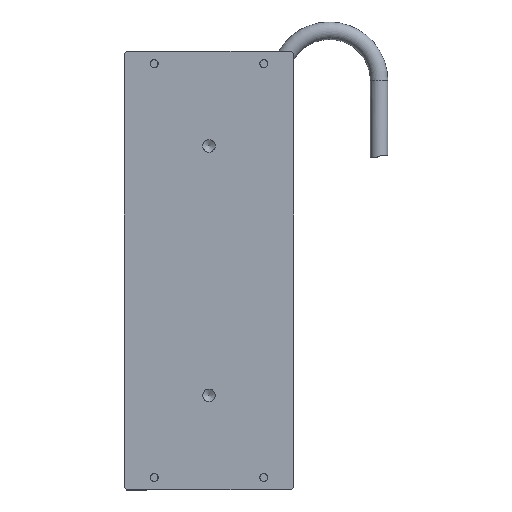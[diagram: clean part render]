
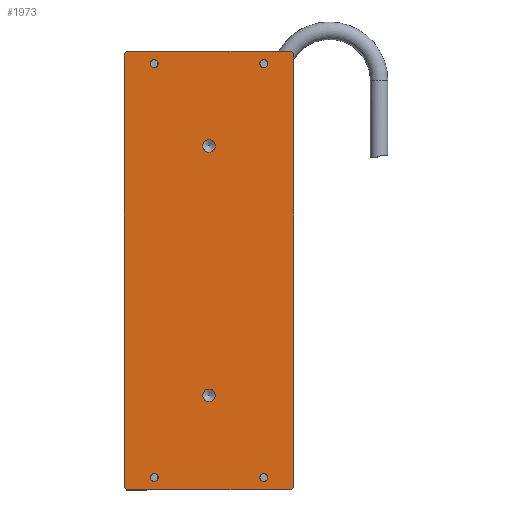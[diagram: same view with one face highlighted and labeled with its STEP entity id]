
A CAD part, front view. The second image highlights one B-rep face of the part: STEP entity #1973.
In plain terms, the highlighted planar face has unit normal (0, -1, 0).
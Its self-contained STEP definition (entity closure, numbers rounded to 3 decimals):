
#60 = EDGE_LOOP ( 'NONE', ( #723 ) ) ;
#93 = AXIS2_PLACEMENT_3D ( 'NONE', #1688, #1674, #1647 ) ;
#135 = AXIS2_PLACEMENT_3D ( 'NONE', #1179, #1167, #1217 ) ;
#181 = AXIS2_PLACEMENT_3D ( 'NONE', #1681, #1668, #1686 ) ;
#187 = VECTOR ( 'NONE', #1684, 1000. ) ;
#200 = VECTOR ( 'NONE', #1673, 1000. ) ;
#219 = CIRCLE ( 'NONE', #181, 0.8 ) ;
#224 = CIRCLE ( 'NONE', #93, 1.25 ) ;
#266 = EDGE_LOOP ( 'NONE', ( #374, #550, #281, #322, #638, #917, #722, #341 ) ) ;
#281 = ORIENTED_EDGE ( 'NONE', *, *, #1849, .T. ) ;
#322 = ORIENTED_EDGE ( 'NONE', *, *, #1925, .T. ) ;
#341 = ORIENTED_EDGE ( 'NONE', *, *, #1889, .T. ) ;
#362 = EDGE_LOOP ( 'NONE', ( #606 ) ) ;
#374 = ORIENTED_EDGE ( 'NONE', *, *, #1728, .F. ) ;
#396 = ORIENTED_EDGE ( 'NONE', *, *, #1731, .T. ) ;
#421 = EDGE_LOOP ( 'NONE', ( #677 ) ) ;
#502 = EDGE_LOOP ( 'NONE', ( #537 ) ) ;
#504 = EDGE_LOOP ( 'NONE', ( #396 ) ) ;
#511 = EDGE_LOOP ( 'NONE', ( #596 ) ) ;
#537 = ORIENTED_EDGE ( 'NONE', *, *, #1927, .F. ) ;
#550 = ORIENTED_EDGE ( 'NONE', *, *, #1783, .T. ) ;
#596 = ORIENTED_EDGE ( 'NONE', *, *, #1743, .F. ) ;
#606 = ORIENTED_EDGE ( 'NONE', *, *, #1933, .T. ) ;
#638 = ORIENTED_EDGE ( 'NONE', *, *, #1929, .T. ) ;
#677 = ORIENTED_EDGE ( 'NONE', *, *, #1752, .T. ) ;
#722 = ORIENTED_EDGE ( 'NONE', *, *, #1827, .F. ) ;
#723 = ORIENTED_EDGE ( 'NONE', *, *, #1750, .T. ) ;
#767 = DIRECTION ( 'NONE',  ( 0., 1., 0. ) ) ;
#768 = CARTESIAN_POINT ( 'NONE',  ( 17., 0., 87.5 ) ) ;
#769 = CARTESIAN_POINT ( 'NONE',  ( -17., 0., 88. ) ) ;
#774 = VERTEX_POINT ( 'NONE', #959 ) ;
#788 = CARTESIAN_POINT ( 'NONE',  ( -16.5, 0., 0. ) ) ;
#797 = DIRECTION ( 'NONE',  ( 0.707, 0., 0.707 ) ) ;
#798 = CARTESIAN_POINT ( 'NONE',  ( 11., 0., 2.5 ) ) ;
#816 = VERTEX_POINT ( 'NONE', #847 ) ;
#819 = VERTEX_POINT ( 'NONE', #902 ) ;
#823 = VERTEX_POINT ( 'NONE', #845 ) ;
#845 = CARTESIAN_POINT ( 'NONE',  ( 16.5, 0., 88. ) ) ;
#847 = CARTESIAN_POINT ( 'NONE',  ( 16.5, 0., 0. ) ) ;
#856 = VERTEX_POINT ( 'NONE', #788 ) ;
#862 = VERTEX_POINT ( 'NONE', #873 ) ;
#873 = CARTESIAN_POINT ( 'NONE',  ( -17., 0., 87.5 ) ) ;
#881 = VERTEX_POINT ( 'NONE', #958 ) ;
#902 = CARTESIAN_POINT ( 'NONE',  ( 17., 0., 0.5 ) ) ;
#916 = DIRECTION ( 'NONE',  ( -1., 0., 0. ) ) ;
#917 = ORIENTED_EDGE ( 'NONE', *, *, #1713, .T. ) ;
#925 = LINE ( 'NONE', #967, #2510 ) ;
#957 = DIRECTION ( 'NONE',  ( 1., 0., 0. ) ) ;
#958 = CARTESIAN_POINT ( 'NONE',  ( -17., 0., 0.5 ) ) ;
#959 = CARTESIAN_POINT ( 'NONE',  ( -16.5, 0., 88. ) ) ;
#967 = CARTESIAN_POINT ( 'NONE',  ( 17., 0., 0.5 ) ) ;
#990 = LINE ( 'NONE', #769, #2593 ) ;
#998 = VERTEX_POINT ( 'NONE', #768 ) ;
#1167 = DIRECTION ( 'NONE',  ( 0., 1., 0. ) ) ;
#1179 = CARTESIAN_POINT ( 'NONE',  ( -17., 0., 88. ) ) ;
#1195 = FACE_BOUND ( 'NONE', #60, .T. ) ;
#1217 = DIRECTION ( 'NONE',  ( -1., 0., 0. ) ) ;
#1224 = FACE_BOUND ( 'NONE', #502, .T. ) ;
#1243 = FACE_OUTER_BOUND ( 'NONE', #266, .T. ) ;
#1245 = FACE_BOUND ( 'NONE', #362, .T. ) ;
#1252 = FACE_BOUND ( 'NONE', #511, .T. ) ;
#1281 = PLANE ( 'NONE',  #135 ) ;
#1282 = FACE_BOUND ( 'NONE', #421, .T. ) ;
#1286 = FACE_BOUND ( 'NONE', #504, .T. ) ;
#1419 = LINE ( 'NONE', #1428, #2702 ) ;
#1428 = CARTESIAN_POINT ( 'NONE',  ( 16.5, 0., 88. ) ) ;
#1462 = DIRECTION ( 'NONE',  ( -0.707, 0., 0.707 ) ) ;
#1647 = DIRECTION ( 'NONE',  ( 0., 0., -1. ) ) ;
#1660 = CARTESIAN_POINT ( 'NONE',  ( -17., 0., 0.5 ) ) ;
#1661 = LINE ( 'NONE', #1671, #187 ) ;
#1668 = DIRECTION ( 'NONE',  ( 0., 1., 0. ) ) ;
#1670 = LINE ( 'NONE', #1660, #200 ) ;
#1671 = CARTESIAN_POINT ( 'NONE',  ( -17., 0., 0. ) ) ;
#1673 = DIRECTION ( 'NONE',  ( 0.707, 0., -0.707 ) ) ;
#1674 = DIRECTION ( 'NONE',  ( 0., -1., 0. ) ) ;
#1681 = CARTESIAN_POINT ( 'NONE',  ( -11., 0., 2.5 ) ) ;
#1684 = DIRECTION ( 'NONE',  ( 1., 0., 0. ) ) ;
#1686 = DIRECTION ( 'NONE',  ( -1., 0., 0. ) ) ;
#1688 = CARTESIAN_POINT ( 'NONE',  ( 0., 0., 19. ) ) ;
#1713 = EDGE_CURVE ( 'NONE', #816, #819, #925, .T. ) ;
#1728 = EDGE_CURVE ( 'NONE', #774, #823, #990, .T. ) ;
#1731 = EDGE_CURVE ( 'NONE', #2460, #2460, #2556, .T. ) ;
#1743 = EDGE_CURVE ( 'NONE', #2455, #2455, #2600, .T. ) ;
#1750 = EDGE_CURVE ( 'NONE', #2350, #2350, #2473, .T. ) ;
#1752 = EDGE_CURVE ( 'NONE', #2254, #2254, #2513, .T. ) ;
#1783 = EDGE_CURVE ( 'NONE', #774, #862, #2824, .T. ) ;
#1827 = EDGE_CURVE ( 'NONE', #998, #819, #2063, .T. ) ;
#1849 = EDGE_CURVE ( 'NONE', #862, #881, #2036, .T. ) ;
#1889 = EDGE_CURVE ( 'NONE', #998, #823, #1419, .T. ) ;
#1925 = EDGE_CURVE ( 'NONE', #881, #856, #1670, .T. ) ;
#1927 = EDGE_CURVE ( 'NONE', #2298, #2298, #224, .T. ) ;
#1929 = EDGE_CURVE ( 'NONE', #856, #816, #1661, .T. ) ;
#1933 = EDGE_CURVE ( 'NONE', #2399, #2399, #219, .T. ) ;
#1973 = ADVANCED_FACE ( 'NONE', ( #1252, #1224, #1245, #1286, #1195, #1282, #1243 ), #1281, .F. ) ;
#2036 = LINE ( 'NONE', #2168, #2691 ) ;
#2063 = LINE ( 'NONE', #2154, #2586 ) ;
#2115 = DIRECTION ( 'NONE',  ( 0., 0., -1. ) ) ;
#2145 = DIRECTION ( 'NONE',  ( 0., 0., -1. ) ) ;
#2154 = CARTESIAN_POINT ( 'NONE',  ( 17., 0., 88. ) ) ;
#2168 = CARTESIAN_POINT ( 'NONE',  ( -17., 0., 88. ) ) ;
#2199 = CARTESIAN_POINT ( 'NONE',  ( 10.2, 0., 85.5 ) ) ;
#2202 = CARTESIAN_POINT ( 'NONE',  ( -11.8, 0., 85.5 ) ) ;
#2252 = CARTESIAN_POINT ( 'NONE',  ( 0., 0., 17.75 ) ) ;
#2254 = VERTEX_POINT ( 'NONE', #2202 ) ;
#2264 = CARTESIAN_POINT ( 'NONE',  ( -11.8, 0., 2.5 ) ) ;
#2298 = VERTEX_POINT ( 'NONE', #2252 ) ;
#2350 = VERTEX_POINT ( 'NONE', #2199 ) ;
#2355 = CARTESIAN_POINT ( 'NONE',  ( 10.2, 0., 2.5 ) ) ;
#2398 = CARTESIAN_POINT ( 'NONE',  ( 0., 0., 67.75 ) ) ;
#2399 = VERTEX_POINT ( 'NONE', #2264 ) ;
#2455 = VERTEX_POINT ( 'NONE', #2398 ) ;
#2460 = VERTEX_POINT ( 'NONE', #2355 ) ;
#2473 = CIRCLE ( 'NONE', #2654, 0.8 ) ;
#2508 = AXIS2_PLACEMENT_3D ( 'NONE', #2871, #2785, #2778 ) ;
#2510 = VECTOR ( 'NONE', #797, 1000. ) ;
#2513 = CIRCLE ( 'NONE', #2602, 0.8 ) ;
#2556 = CIRCLE ( 'NONE', #2712, 0.8 ) ;
#2586 = VECTOR ( 'NONE', #2115, 1000. ) ;
#2593 = VECTOR ( 'NONE', #957, 1000. ) ;
#2600 = CIRCLE ( 'NONE', #2508, 1.25 ) ;
#2602 = AXIS2_PLACEMENT_3D ( 'NONE', #2763, #2728, #2739 ) ;
#2641 = VECTOR ( 'NONE', #2881, 1000. ) ;
#2654 = AXIS2_PLACEMENT_3D ( 'NONE', #2888, #2883, #2780 ) ;
#2691 = VECTOR ( 'NONE', #2145, 1000. ) ;
#2702 = VECTOR ( 'NONE', #1462, 1000. ) ;
#2712 = AXIS2_PLACEMENT_3D ( 'NONE', #798, #767, #916 ) ;
#2728 = DIRECTION ( 'NONE',  ( 0., 1., 0. ) ) ;
#2739 = DIRECTION ( 'NONE',  ( -1., 0., 0. ) ) ;
#2763 = CARTESIAN_POINT ( 'NONE',  ( -11., 0., 85.5 ) ) ;
#2778 = DIRECTION ( 'NONE',  ( 0., 0., -1. ) ) ;
#2780 = DIRECTION ( 'NONE',  ( -1., 0., 0. ) ) ;
#2785 = DIRECTION ( 'NONE',  ( 0., -1., 0. ) ) ;
#2806 = CARTESIAN_POINT ( 'NONE',  ( -16.5, 0., 88. ) ) ;
#2824 = LINE ( 'NONE', #2806, #2641 ) ;
#2871 = CARTESIAN_POINT ( 'NONE',  ( 0., 0., 69. ) ) ;
#2881 = DIRECTION ( 'NONE',  ( -0.707, 0., -0.707 ) ) ;
#2883 = DIRECTION ( 'NONE',  ( 0., 1., 0. ) ) ;
#2888 = CARTESIAN_POINT ( 'NONE',  ( 11., 0., 85.5 ) ) ;
